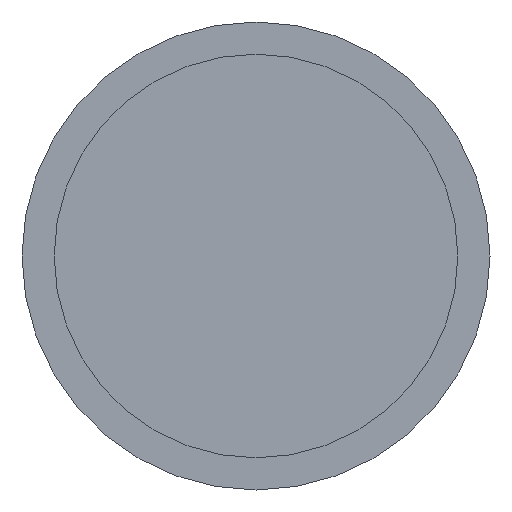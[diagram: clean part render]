
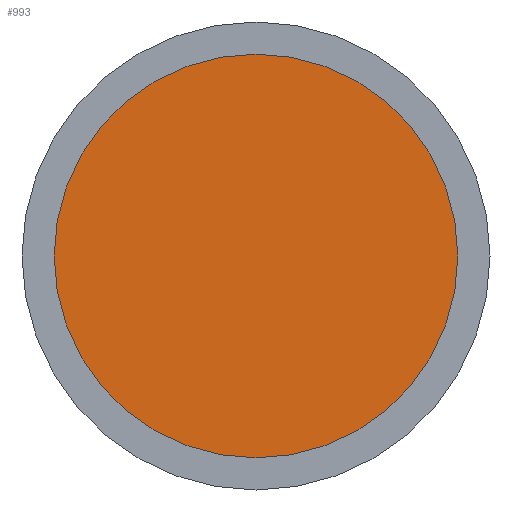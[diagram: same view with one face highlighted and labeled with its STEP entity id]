
A CAD part, front view. The second image highlights one B-rep face of the part: STEP entity #993.
In plain terms, the highlighted planar face has unit normal (0, -1, 0).
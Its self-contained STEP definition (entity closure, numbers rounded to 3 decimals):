
#132=PLANE('',#1148);
#176=FACE_OUTER_BOUND('',#238,.T.);
#238=EDGE_LOOP('',(#842,#843));
#345=CIRCLE('',#1114,34.5);
#346=CIRCLE('',#1115,34.5);
#444=VERTEX_POINT('',#1844);
#445=VERTEX_POINT('',#1846);
#567=EDGE_CURVE('',#444,#445,#345,.T.);
#568=EDGE_CURVE('',#445,#444,#346,.T.);
#842=ORIENTED_EDGE('',*,*,#568,.F.);
#843=ORIENTED_EDGE('',*,*,#567,.F.);
#993=ADVANCED_FACE('',(#176),#132,.T.);
#1114=AXIS2_PLACEMENT_3D('',#1847,#1317,#1318);
#1115=AXIS2_PLACEMENT_3D('',#1848,#1319,#1320);
#1148=AXIS2_PLACEMENT_3D('',#1897,#1388,#1389);
#1317=DIRECTION('center_axis',(0.,1.,0.));
#1318=DIRECTION('ref_axis',(-1.,0.,0.));
#1319=DIRECTION('center_axis',(0.,1.,0.));
#1320=DIRECTION('ref_axis',(-1.,0.,0.));
#1388=DIRECTION('center_axis',(0.,-1.,0.));
#1389=DIRECTION('ref_axis',(0.,0.,-1.));
#1844=CARTESIAN_POINT('',(34.5,-3.,0.));
#1846=CARTESIAN_POINT('',(-34.5,-3.,0.));
#1847=CARTESIAN_POINT('Origin',(0.,-3.,0.));
#1848=CARTESIAN_POINT('Origin',(0.,-3.,0.));
#1897=CARTESIAN_POINT('Origin',(-17.25,-3.,0.));
